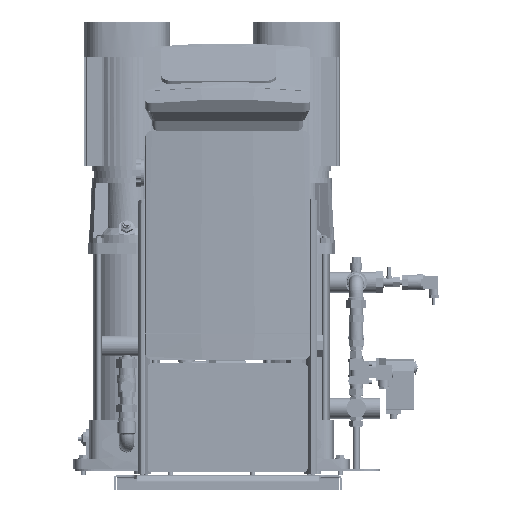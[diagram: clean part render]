
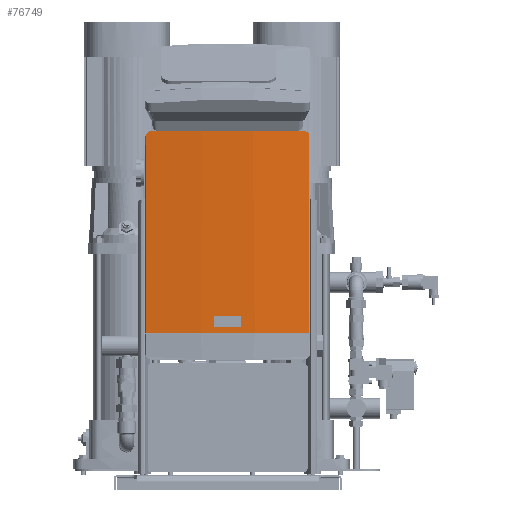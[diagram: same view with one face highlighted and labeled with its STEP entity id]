
A CAD part, front view. The second image highlights one B-rep face of the part: STEP entity #76749.
In plain terms, the highlighted cylindrical face has radius 1452.14 mm (diameter 2904.28 mm), a partial arc.
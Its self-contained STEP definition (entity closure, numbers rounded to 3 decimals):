
#334=B_SPLINE_CURVE_WITH_KNOTS('',3,(#128885,#128886,#128887,#128888,#128889,
#128890,#128891,#128892,#128893,#128894,#128895,#128896),.UNSPECIFIED.,
 .F.,.F.,(4,2,2,2,2,4),(50.621,52.857,55.511,
58.165,60.819,63.473),.UNSPECIFIED.);
#335=B_SPLINE_CURVE_WITH_KNOTS('',3,(#128899,#128900,#128901,#128902,#128903,
#128904,#128905,#128906,#128907,#128908,#128909,#128910),.UNSPECIFIED.,
 .F.,.F.,(4,2,2,2,2,4),(21.151,23.805,26.459,
29.113,31.768,34.003),.UNSPECIFIED.);
#3924=CIRCLE('',#83457,1452.138);
#3930=CIRCLE('',#83469,1452.138);
#5728=CYLINDRICAL_SURFACE('',#83468,1452.138);
#8904=FACE_OUTER_BOUND('',#14369,.T.);
#14369=EDGE_LOOP('',(#61584,#61585,#61586,#61587,#61588,#61589));
#20724=LINE('',#128826,#28106);
#20727=LINE('',#128883,#28109);
#28106=VECTOR('',#99660,1.);
#28109=VECTOR('',#99669,1.);
#35709=VERTEX_POINT('',#128778);
#35710=VERTEX_POINT('',#128780);
#35719=VERTEX_POINT('',#128825);
#35724=VERTEX_POINT('',#128882);
#35725=VERTEX_POINT('',#128884);
#35726=VERTEX_POINT('',#128897);
#44900=EDGE_CURVE('',#35710,#35709,#3924,.T.);
#44913=EDGE_CURVE('',#35710,#35719,#20724,.T.);
#44920=EDGE_CURVE('',#35709,#35724,#20727,.T.);
#44921=EDGE_CURVE('',#35724,#35725,#334,.T.);
#44922=EDGE_CURVE('',#35725,#35726,#3930,.T.);
#44923=EDGE_CURVE('',#35726,#35719,#335,.T.);
#61584=ORIENTED_EDGE('',*,*,#44900,.T.);
#61585=ORIENTED_EDGE('',*,*,#44920,.T.);
#61586=ORIENTED_EDGE('',*,*,#44921,.T.);
#61587=ORIENTED_EDGE('',*,*,#44922,.T.);
#61588=ORIENTED_EDGE('',*,*,#44923,.T.);
#61589=ORIENTED_EDGE('',*,*,#44913,.F.);
#76749=ADVANCED_FACE('',(#8904),#5728,.T.);
#83457=AXIS2_PLACEMENT_3D('',#128781,#99635,#99636);
#83468=AXIS2_PLACEMENT_3D('',#128881,#99667,#99668);
#83469=AXIS2_PLACEMENT_3D('',#128898,#99670,#99671);
#99635=DIRECTION('center_axis',(0.,0.,1.));
#99636=DIRECTION('ref_axis',(0.,-1.,0.));
#99660=DIRECTION('',(0.,0.,1.));
#99667=DIRECTION('center_axis',(0.,0.,1.));
#99668=DIRECTION('ref_axis',(0.,-1.,0.));
#99669=DIRECTION('',(0.,0.,1.));
#99670=DIRECTION('center_axis',(0.,0.,-1.));
#99671=DIRECTION('ref_axis',(0.,-1.,0.));
#128778=CARTESIAN_POINT('',(167.381,-347.321,293.032));
#128780=CARTESIAN_POINT('',(-167.391,-347.321,293.032));
#128781=CARTESIAN_POINT('Origin',(-0.005,1095.138,
293.032));
#128825=CARTESIAN_POINT('',(-167.391,-347.321,704.178));
#128826=CARTESIAN_POINT('',(-167.391,-347.321,239.032));
#128881=CARTESIAN_POINT('Origin',(-0.005,1095.138,
239.032));
#128882=CARTESIAN_POINT('',(167.381,-347.321,704.178));
#128883=CARTESIAN_POINT('',(167.381,-347.321,239.032));
#128884=CARTESIAN_POINT('',(155.995,-348.596,710.032));
#128885=CARTESIAN_POINT('Ctrl Pts',(167.381,-347.321,
704.178));
#128886=CARTESIAN_POINT('Ctrl Pts',(166.929,-347.373,
704.809));
#128887=CARTESIAN_POINT('Ctrl Pts',(166.431,-347.431,
705.393));
#128888=CARTESIAN_POINT('Ctrl Pts',(165.284,-347.562,
706.543));
#128889=CARTESIAN_POINT('Ctrl Pts',(164.581,-347.643,
707.128));
#128890=CARTESIAN_POINT('Ctrl Pts',(163.049,-347.817,
708.16));
#128891=CARTESIAN_POINT('Ctrl Pts',(162.221,-347.91,
708.606));
#128892=CARTESIAN_POINT('Ctrl Pts',(160.494,-348.103,
709.322));
#128893=CARTESIAN_POINT('Ctrl Pts',(159.594,-348.203,
709.592));
#128894=CARTESIAN_POINT('Ctrl Pts',(157.784,-348.402,
709.947));
#128895=CARTESIAN_POINT('Ctrl Pts',(156.875,-348.501,
710.032));
#128896=CARTESIAN_POINT('Ctrl Pts',(155.995,-348.596,
710.032));
#128897=CARTESIAN_POINT('',(-156.005,-348.596,710.032));
#128898=CARTESIAN_POINT('Origin',(-0.005,1095.138,
710.032));
#128899=CARTESIAN_POINT('Ctrl Pts',(-156.005,-348.596,
710.032));
#128900=CARTESIAN_POINT('Ctrl Pts',(-156.885,-348.501,
710.032));
#128901=CARTESIAN_POINT('Ctrl Pts',(-157.794,-348.402,
709.947));
#128902=CARTESIAN_POINT('Ctrl Pts',(-159.604,-348.203,
709.592));
#128903=CARTESIAN_POINT('Ctrl Pts',(-160.504,-348.103,
709.322));
#128904=CARTESIAN_POINT('Ctrl Pts',(-162.231,-347.91,
708.606));
#128905=CARTESIAN_POINT('Ctrl Pts',(-163.059,-347.817,
708.16));
#128906=CARTESIAN_POINT('Ctrl Pts',(-164.591,-347.643,
707.128));
#128907=CARTESIAN_POINT('Ctrl Pts',(-165.294,-347.562,
706.543));
#128908=CARTESIAN_POINT('Ctrl Pts',(-166.441,-347.431,
705.393));
#128909=CARTESIAN_POINT('Ctrl Pts',(-166.939,-347.373,
704.809));
#128910=CARTESIAN_POINT('Ctrl Pts',(-167.391,-347.321,
704.178));
